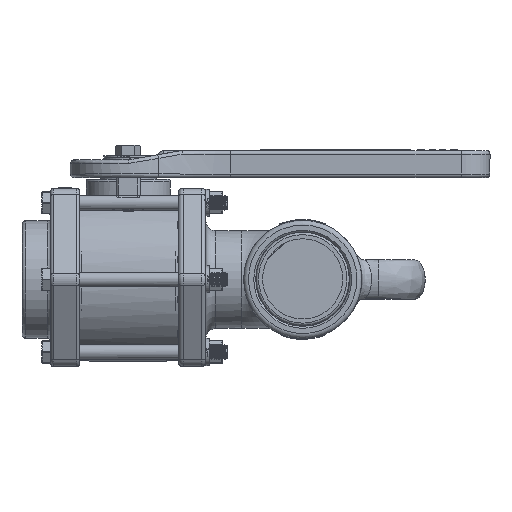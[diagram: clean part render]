
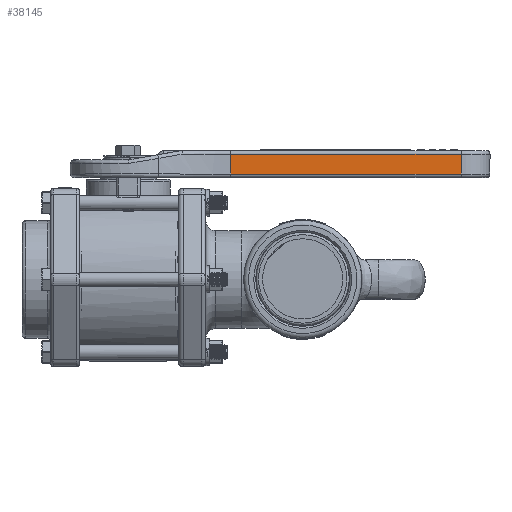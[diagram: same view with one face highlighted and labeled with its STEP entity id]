
A CAD part, top view. The second image highlights one B-rep face of the part: STEP entity #38145.
In plain terms, the highlighted face is planar.
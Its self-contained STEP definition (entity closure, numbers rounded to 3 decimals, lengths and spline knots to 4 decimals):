
#1819=PLANE('',#41356);
#3429=FACE_OUTER_BOUND('',#5681,.T.);
#5681=EDGE_LOOP('',(#30286,#30287,#30288,#30289));
#9606=LINE('',#60206,#12987);
#9612=LINE('',#60458,#12993);
#9639=LINE('',#60580,#13020);
#9640=LINE('',#60582,#13021);
#12987=VECTOR('',#47093,0.3937);
#12993=VECTOR('',#47149,0.3937);
#13020=VECTOR('',#47260,0.3937);
#13021=VECTOR('',#47263,0.3937);
#17547=VERTEX_POINT('',#60200);
#17548=VERTEX_POINT('',#60204);
#17558=VERTEX_POINT('',#60452);
#17559=VERTEX_POINT('',#60456);
#22100=EDGE_CURVE('',#17547,#17548,#9606,.T.);
#22126=EDGE_CURVE('',#17559,#17558,#9612,.T.);
#22167=EDGE_CURVE('',#17547,#17558,#9639,.T.);
#22168=EDGE_CURVE('',#17548,#17559,#9640,.T.);
#30286=ORIENTED_EDGE('',*,*,#22100,.F.);
#30287=ORIENTED_EDGE('',*,*,#22167,.T.);
#30288=ORIENTED_EDGE('',*,*,#22126,.F.);
#30289=ORIENTED_EDGE('',*,*,#22168,.F.);
#38145=ADVANCED_FACE('',(#3429),#1819,.T.);
#41356=AXIS2_PLACEMENT_3D('',#60584,#47266,#47267);
#47093=DIRECTION('',(0.,0.,1.));
#47149=DIRECTION('',(0.,0.,-1.));
#47260=DIRECTION('',(0.,1.,0.));
#47263=DIRECTION('',(0.,1.,0.));
#47266=DIRECTION('center_axis',(1.,0.,0.));
#47267=DIRECTION('ref_axis',(0.,0.,-1.));
#60200=CARTESIAN_POINT('',(0.74,0.09,-8.5));
#60204=CARTESIAN_POINT('',(0.74,0.09,-2.6206));
#60206=CARTESIAN_POINT('',(0.74,0.09,-4.25));
#60452=CARTESIAN_POINT('',(0.74,0.6,-8.5));
#60456=CARTESIAN_POINT('',(0.74,0.6,-2.6206));
#60458=CARTESIAN_POINT('',(0.74,0.6,-6.9278));
#60580=CARTESIAN_POINT('',(0.74,0.,-8.5));
#60582=CARTESIAN_POINT('',(0.74,0.45,-2.6206));
#60584=CARTESIAN_POINT('Origin',(0.74,0.,-8.5));
